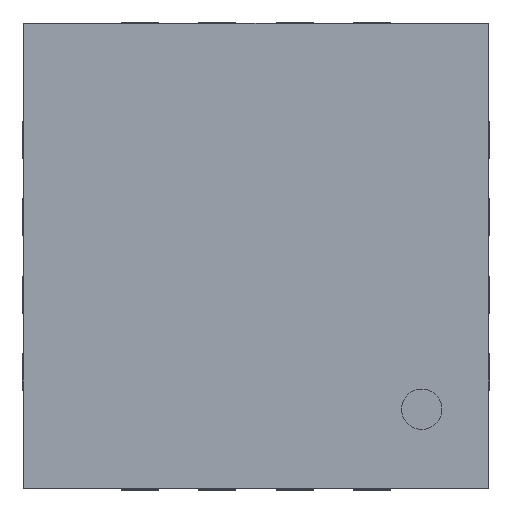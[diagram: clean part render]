
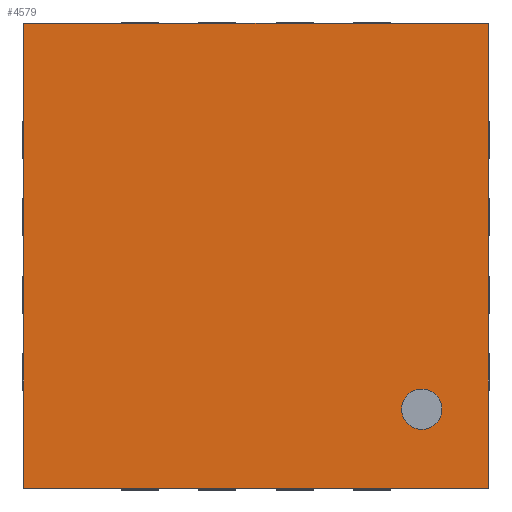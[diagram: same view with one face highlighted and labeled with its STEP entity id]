
A CAD part, top view. The second image highlights one B-rep face of the part: STEP entity #4579.
In plain terms, the highlighted planar face has unit normal (0, 0, 1).
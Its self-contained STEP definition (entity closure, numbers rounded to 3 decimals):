
#24 = LINE ( 'NONE', #1618, #4151 ) ;
#189 = EDGE_CURVE ( 'NONE', #4435, #2943, #4005, .T. ) ;
#468 = ORIENTED_EDGE ( 'NONE', *, *, #4852, .T. ) ;
#733 = DIRECTION ( 'NONE',  ( 1., 0., 0. ) ) ;
#761 = CARTESIAN_POINT ( 'NONE',  ( 0., 0., 0.95 ) ) ;
#1125 = DIRECTION ( 'NONE',  ( 0., 1., 0. ) ) ;
#1172 = CARTESIAN_POINT ( 'NONE',  ( 1.5, 0., 0.95 ) ) ;
#1241 = CARTESIAN_POINT ( 'NONE',  ( 1.5, 1.5, 0.95 ) ) ;
#1618 = CARTESIAN_POINT ( 'NONE',  ( -1.5, 0., 0.95 ) ) ;
#1658 = CARTESIAN_POINT ( 'NONE',  ( 0., 1.5, 0.95 ) ) ;
#1686 = EDGE_CURVE ( 'NONE', #2943, #4659, #24, .T. ) ;
#1735 = DIRECTION ( 'NONE',  ( -1., 0., 0. ) ) ;
#1748 = CARTESIAN_POINT ( 'NONE',  ( 1.5, -1.5, 0.95 ) ) ;
#1937 = DIRECTION ( 'NONE',  ( 1., 0., 0. ) ) ;
#2105 = ORIENTED_EDGE ( 'NONE', *, *, #1686, .T. ) ;
#2181 = EDGE_LOOP ( 'NONE', ( #3062, #2105, #468, #5032 ) ) ;
#2890 = VECTOR ( 'NONE', #1735, 1000. ) ;
#2943 = VERTEX_POINT ( 'NONE', #3749 ) ;
#3056 = FACE_OUTER_BOUND ( 'NONE', #2181, .T. ) ;
#3062 = ORIENTED_EDGE ( 'NONE', *, *, #189, .T. ) ;
#3160 = VECTOR ( 'NONE', #733, 1000. ) ;
#3235 = DIRECTION ( 'NONE',  ( 0., -1., 0. ) ) ;
#3515 = LINE ( 'NONE', #5071, #3160 ) ;
#3545 = PLANE ( 'NONE',  #3563 ) ;
#3563 = AXIS2_PLACEMENT_3D ( 'NONE', #761, #4237, #1937 ) ;
#3749 = CARTESIAN_POINT ( 'NONE',  ( -1.5, 1.5, 0.95 ) ) ;
#3789 = VECTOR ( 'NONE', #1125, 1000. ) ;
#4005 = LINE ( 'NONE', #1658, #2890 ) ;
#4151 = VECTOR ( 'NONE', #3235, 1000. ) ;
#4237 = DIRECTION ( 'NONE',  ( 0., 0., 1. ) ) ;
#4435 = VERTEX_POINT ( 'NONE', #1241 ) ;
#4452 = CARTESIAN_POINT ( 'NONE',  ( -1.5, -1.5, 0.95 ) ) ;
#4579 = ADVANCED_FACE ( 'NONE', ( #3056 ), #3545, .T. ) ;
#4659 = VERTEX_POINT ( 'NONE', #4452 ) ;
#4688 = LINE ( 'NONE', #1172, #3789 ) ;
#4693 = VERTEX_POINT ( 'NONE', #1748 ) ;
#4852 = EDGE_CURVE ( 'NONE', #4659, #4693, #3515, .T. ) ;
#4874 = EDGE_CURVE ( 'NONE', #4693, #4435, #4688, .T. ) ;
#5032 = ORIENTED_EDGE ( 'NONE', *, *, #4874, .T. ) ;
#5071 = CARTESIAN_POINT ( 'NONE',  ( 0., -1.5, 0.95 ) ) ;
